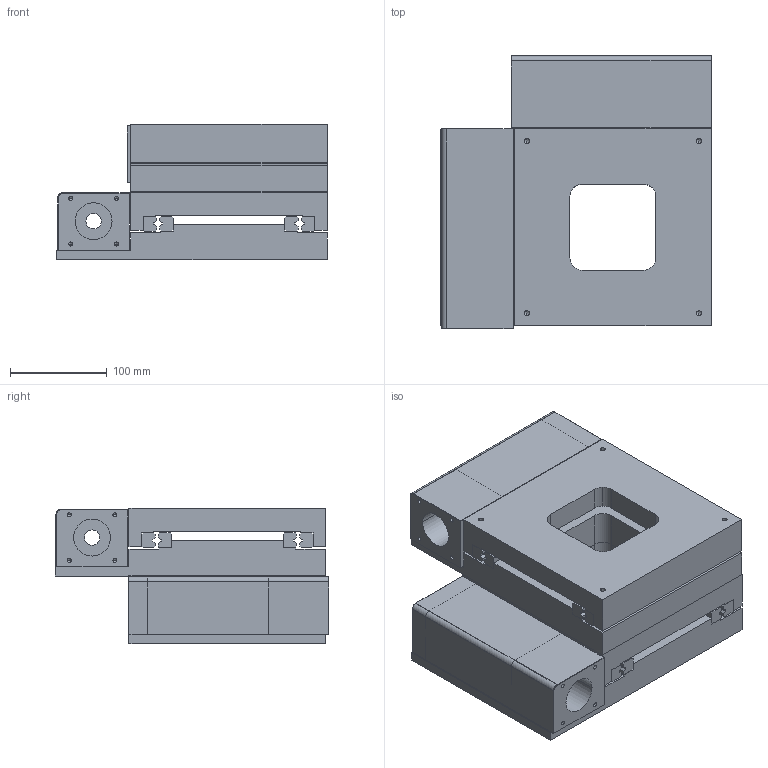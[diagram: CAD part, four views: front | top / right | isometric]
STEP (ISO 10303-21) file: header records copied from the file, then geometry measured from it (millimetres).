
FILE_DESCRIPTION((''),'2;1');
FILE_NAME('SDDZ8-2.stp','2004-02-26T16:20:31',('raulmb'),(''),'Autodesk Inventor (tm) 5.3','Autodesk Inventor (tm) 5.3','');
FILE_SCHEMA(('CONFIG_CONTROL_DESIGN'));
Length unit declared in the file: inch
Products named in the file (9): SDDZ8-2; SDDZ8-2 BOTTOM-BASE-A; SDDZ8-2 TOP-BASE-A; SDDZ8-2 RAIL-A; SDDZ8-2 BOTTOM-BASE-B; SDDZ8-2 TOP-BASE-B; SDDZ8-2 MEP; SDDZ8-2 OUTEP; SDDZ8-2 COVER
Assembly tree (18 placements, depth 2):
  SDDZ8-2
    SDDZ8-2 BOTTOM-BASE-A
    SDDZ8-2 TOP-BASE-A
    SDDZ8-2 RAIL-A  x8
    SDDZ8-2 BOTTOM-BASE-B
    SDDZ8-2 TOP-BASE-B
    SDDZ8-2 MEP  x2
    SDDZ8-2 OUTEP  x2
    SDDZ8-2 COVER  x2
Bounding box: 279.4 x 282.57 x 139.7 mm (x, y, z)
Volume: 5144370.6 mm3; surface area: 797130.4 mm2
Topology: 18 solids, 18 shells, 354 faces, 912 edges, 588 vertices
Faces by surface type: plane 244, bspline 78, cylinder 32
Entity records: 8075 total; most frequent: CARTESIAN_POINT 1935, ORIENTED_EDGE 980, DIRECTION 944, EDGE_CURVE 490, VECTOR 366, LINE 366, VERTEX_POINT 324, AXIS2_PLACEMENT_3D 289
